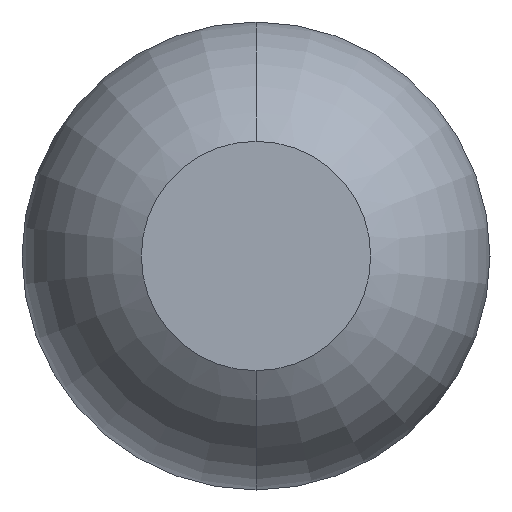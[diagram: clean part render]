
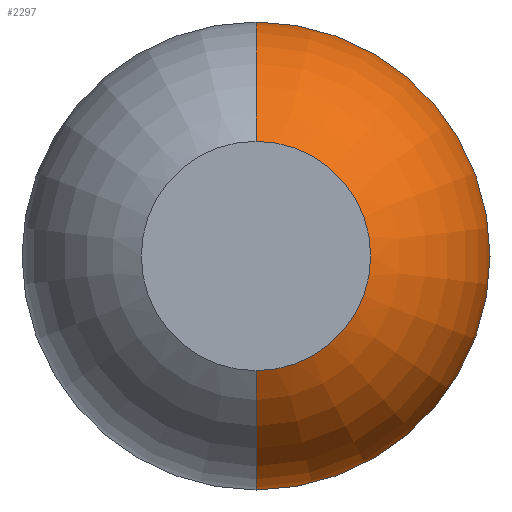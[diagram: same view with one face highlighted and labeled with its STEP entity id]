
A CAD part, front view. The second image highlights one B-rep face of the part: STEP entity #2297.
In plain terms, the highlighted toroidal (fillet/blend) face has major radius 0.01 mm and minor radius 0.5 mm.
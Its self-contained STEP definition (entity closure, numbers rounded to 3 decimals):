
#26 = AXIS2_PLACEMENT_3D ( 'NONE', #3233, #1115, #2981 ) ;
#283 = AXIS2_PLACEMENT_3D ( 'NONE', #1187, #1215, #905 ) ;
#304 = DIRECTION ( 'NONE',  ( -1., 0., 0. ) ) ;
#315 = EDGE_CURVE ( 'Defeature ausgef�hrt1_0+Defeature ausgef�hrt1_6+Defeature ausgef�hrt1_6+Defeature ausgef�hrt1_6', #3925, #3543, #3073, .T. ) ;
#463 = EDGE_CURVE ( 'Defeature ausgef�hrt1_0+Defeature ausgef�hrt1_14+Defeature ausgef�hrt1_14+Defeature ausgef�hrt1_14', #601, #3340, #964, .T. ) ;
#533 = EDGE_CURVE ( 'NONE', #3543, #601, #2599, .T. ) ;
#573 = DIRECTION ( 'NONE',  ( 1., 0., 0. ) ) ;
#601 = VERTEX_POINT ( 'NONE', #2136 ) ;
#702 = CARTESIAN_POINT ( 'NONE',  ( 0., -24.961, -0.51 ) ) ;
#905 = DIRECTION ( 'NONE',  ( 0., 0., 1. ) ) ;
#964 = CIRCLE ( 'NONE', #283, 0.25 ) ;
#1115 = DIRECTION ( 'NONE',  ( 0., -1., 0. ) ) ;
#1187 = CARTESIAN_POINT ( 'NONE',  ( 0., -25.4, 0. ) ) ;
#1215 = DIRECTION ( 'NONE',  ( 0., 1., 0. ) ) ;
#1293 = AXIS2_PLACEMENT_3D ( 'NONE', #1302, #1550, #3429 ) ;
#1302 = CARTESIAN_POINT ( 'NONE',  ( 0., -24.961, 0. ) ) ;
#1330 = CIRCLE ( 'NONE', #2836, 0.5 ) ;
#1531 = DIRECTION ( 'NONE',  ( 0., 0., 1. ) ) ;
#1550 = DIRECTION ( 'NONE',  ( 0., -1., 0. ) ) ;
#1711 = EDGE_CURVE ( 'NONE', #3925, #3340, #1330, .T. ) ;
#1909 = EDGE_LOOP ( 'NONE', ( #3247, #3150, #2434, #2129 ) ) ;
#2129 = ORIENTED_EDGE ( 'NONE', *, *, #1711, .F. ) ;
#2136 = CARTESIAN_POINT ( 'NONE',  ( 0., -25.4, 0.25 ) ) ;
#2297 = ADVANCED_FACE ( 'Defeature ausgef�hrt1_0', ( #4009 ), #2497, .T. ) ;
#2434 = ORIENTED_EDGE ( 'NONE', *, *, #463, .T. ) ;
#2435 = CARTESIAN_POINT ( 'NONE',  ( 0., -24.961, 0.01 ) ) ;
#2440 = AXIS2_PLACEMENT_3D ( 'NONE', #2435, #573, #2758 ) ;
#2480 = CARTESIAN_POINT ( 'NONE',  ( 0., -24.961, -0.01 ) ) ;
#2497 = TOROIDAL_SURFACE ( 'NONE', #1293, 0.01, 0.5 ) ;
#2599 = CIRCLE ( 'NONE', #2440, 0.5 ) ;
#2758 = DIRECTION ( 'NONE',  ( 0., 0., -1. ) ) ;
#2836 = AXIS2_PLACEMENT_3D ( 'NONE', #2480, #304, #1531 ) ;
#2981 = DIRECTION ( 'NONE',  ( 0., 0., -1. ) ) ;
#3073 = CIRCLE ( 'NONE', #26, 0.51 ) ;
#3150 = ORIENTED_EDGE ( 'NONE', *, *, #533, .T. ) ;
#3233 = CARTESIAN_POINT ( 'NONE',  ( 0., -24.961, 0. ) ) ;
#3247 = ORIENTED_EDGE ( 'NONE', *, *, #315, .T. ) ;
#3340 = VERTEX_POINT ( 'NONE', #3817 ) ;
#3429 = DIRECTION ( 'NONE',  ( 0., 0., -1. ) ) ;
#3543 = VERTEX_POINT ( 'NONE', #4001 ) ;
#3817 = CARTESIAN_POINT ( 'NONE',  ( 0., -25.4, -0.25 ) ) ;
#3925 = VERTEX_POINT ( 'NONE', #702 ) ;
#4001 = CARTESIAN_POINT ( 'NONE',  ( 0., -24.961, 0.51 ) ) ;
#4009 = FACE_OUTER_BOUND ( 'NONE', #1909, .T. ) ;
